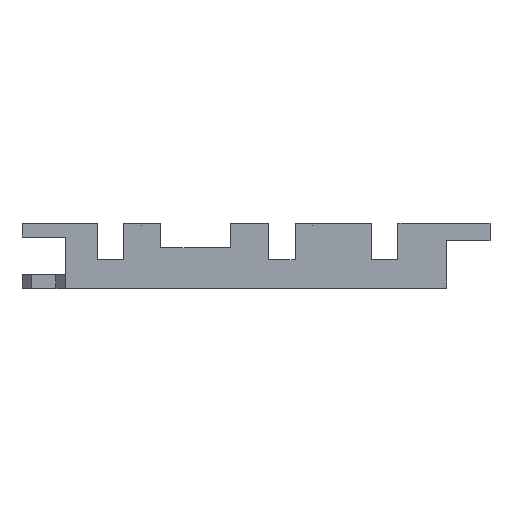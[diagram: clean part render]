
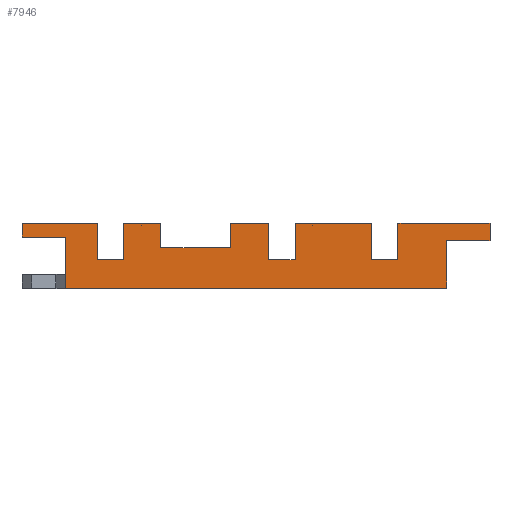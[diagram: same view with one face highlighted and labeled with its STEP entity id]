
A CAD part, top view. The second image highlights one B-rep face of the part: STEP entity #7946.
In plain terms, the highlighted planar face has unit normal (0, 0, 1).
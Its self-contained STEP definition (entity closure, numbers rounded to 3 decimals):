
#73=FACE_BOUND('',#1641,.T.);
#74=FACE_BOUND('',#1642,.T.);
#755=PLANE('',#8251);
#1175=FACE_OUTER_BOUND('',#1640,.T.);
#1640=EDGE_LOOP('',(#7280,#7281,#7282,#7283,#7284,#7285,#7286,#7287,#7288,
#7289,#7290,#7291,#7292,#7293,#7294,#7295,#7296,#7297,#7298,#7299,#7300,
#7301,#7302,#7303,#7304));
#1641=EDGE_LOOP('',(#7305,#7306,#7307));
#1642=EDGE_LOOP('',(#7308,#7309));
#2372=LINE('',#13525,#3201);
#2400=LINE('',#13603,#3229);
#2401=LINE('',#13607,#3230);
#2402=LINE('',#13609,#3231);
#2403=LINE('',#13610,#3232);
#2404=LINE('',#13612,#3233);
#2405=LINE('',#13614,#3234);
#2406=LINE('',#13616,#3235);
#2407=LINE('',#13618,#3236);
#2408=LINE('',#13620,#3237);
#2409=LINE('',#13622,#3238);
#2410=LINE('',#13624,#3239);
#2411=LINE('',#13626,#3240);
#2412=LINE('',#13628,#3241);
#2413=LINE('',#13630,#3242);
#2414=LINE('',#13632,#3243);
#2415=LINE('',#13634,#3244);
#2416=LINE('',#13636,#3245);
#2417=LINE('',#13638,#3246);
#2418=LINE('',#13640,#3247);
#2419=LINE('',#13641,#3248);
#2420=LINE('',#13643,#3249);
#2421=LINE('',#13645,#3250);
#2422=LINE('',#13647,#3251);
#2423=LINE('',#13648,#3252);
#2424=LINE('',#13651,#3253);
#2425=LINE('',#13653,#3254);
#2426=LINE('',#13654,#3255);
#2427=LINE('',#13657,#3256);
#2428=LINE('',#13658,#3257);
#3201=VECTOR('',#9393,10.);
#3229=VECTOR('',#9471,10.);
#3230=VECTOR('',#9474,10.);
#3231=VECTOR('',#9475,10.);
#3232=VECTOR('',#9476,10.);
#3233=VECTOR('',#9477,10.);
#3234=VECTOR('',#9478,10.);
#3235=VECTOR('',#9479,10.);
#3236=VECTOR('',#9480,10.);
#3237=VECTOR('',#9481,10.);
#3238=VECTOR('',#9482,10.);
#3239=VECTOR('',#9483,10.);
#3240=VECTOR('',#9484,10.);
#3241=VECTOR('',#9485,10.);
#3242=VECTOR('',#9486,10.);
#3243=VECTOR('',#9487,10.);
#3244=VECTOR('',#9488,10.);
#3245=VECTOR('',#9489,10.);
#3246=VECTOR('',#9490,10.);
#3247=VECTOR('',#9491,10.);
#3248=VECTOR('',#9492,10.);
#3249=VECTOR('',#9493,10.);
#3250=VECTOR('',#9494,10.);
#3251=VECTOR('',#9495,10.);
#3252=VECTOR('',#9496,10.);
#3253=VECTOR('',#9497,10.);
#3254=VECTOR('',#9498,10.);
#3255=VECTOR('',#9499,10.);
#3256=VECTOR('',#9500,10.);
#3257=VECTOR('',#9501,10.);
#4025=VERTEX_POINT('',#13522);
#4026=VERTEX_POINT('',#13524);
#4048=VERTEX_POINT('',#13596);
#4051=VERTEX_POINT('',#13601);
#4052=VERTEX_POINT('',#13605);
#4053=VERTEX_POINT('',#13606);
#4054=VERTEX_POINT('',#13608);
#4055=VERTEX_POINT('',#13611);
#4056=VERTEX_POINT('',#13613);
#4057=VERTEX_POINT('',#13615);
#4058=VERTEX_POINT('',#13617);
#4059=VERTEX_POINT('',#13619);
#4060=VERTEX_POINT('',#13621);
#4061=VERTEX_POINT('',#13623);
#4062=VERTEX_POINT('',#13625);
#4063=VERTEX_POINT('',#13627);
#4064=VERTEX_POINT('',#13629);
#4065=VERTEX_POINT('',#13631);
#4066=VERTEX_POINT('',#13633);
#4067=VERTEX_POINT('',#13635);
#4068=VERTEX_POINT('',#13637);
#4069=VERTEX_POINT('',#13639);
#4070=VERTEX_POINT('',#13642);
#4071=VERTEX_POINT('',#13644);
#4072=VERTEX_POINT('',#13646);
#4073=VERTEX_POINT('',#13649);
#4074=VERTEX_POINT('',#13650);
#4075=VERTEX_POINT('',#13652);
#4076=VERTEX_POINT('',#13655);
#4077=VERTEX_POINT('',#13656);
#5114=EDGE_CURVE('',#4026,#4025,#2372,.T.);
#5148=EDGE_CURVE('',#4048,#4051,#2400,.T.);
#5149=EDGE_CURVE('',#4052,#4053,#2401,.T.);
#5150=EDGE_CURVE('',#4054,#4052,#2402,.T.);
#5151=EDGE_CURVE('',#4054,#4048,#2403,.T.);
#5152=EDGE_CURVE('',#4051,#4055,#2404,.T.);
#5153=EDGE_CURVE('',#4055,#4056,#2405,.T.);
#5154=EDGE_CURVE('',#4056,#4057,#2406,.T.);
#5155=EDGE_CURVE('',#4057,#4058,#2407,.T.);
#5156=EDGE_CURVE('',#4058,#4059,#2408,.T.);
#5157=EDGE_CURVE('',#4059,#4060,#2409,.T.);
#5158=EDGE_CURVE('',#4060,#4061,#2410,.T.);
#5159=EDGE_CURVE('',#4061,#4062,#2411,.T.);
#5160=EDGE_CURVE('',#4062,#4063,#2412,.T.);
#5161=EDGE_CURVE('',#4063,#4064,#2413,.T.);
#5162=EDGE_CURVE('',#4064,#4065,#2414,.T.);
#5163=EDGE_CURVE('',#4065,#4066,#2415,.T.);
#5164=EDGE_CURVE('',#4066,#4067,#2416,.T.);
#5165=EDGE_CURVE('',#4067,#4068,#2417,.T.);
#5166=EDGE_CURVE('',#4069,#4068,#2418,.T.);
#5167=EDGE_CURVE('',#4069,#4026,#2419,.T.);
#5168=EDGE_CURVE('',#4025,#4070,#2420,.T.);
#5169=EDGE_CURVE('',#4070,#4071,#2421,.T.);
#5170=EDGE_CURVE('',#4071,#4072,#2422,.T.);
#5171=EDGE_CURVE('',#4072,#4053,#2423,.T.);
#5172=EDGE_CURVE('',#4073,#4074,#2424,.T.);
#5173=EDGE_CURVE('',#4074,#4075,#2425,.T.);
#5174=EDGE_CURVE('',#4075,#4073,#2426,.T.);
#5175=EDGE_CURVE('',#4076,#4077,#2427,.T.);
#5176=EDGE_CURVE('',#4077,#4076,#2428,.T.);
#7280=ORIENTED_EDGE('',*,*,#5149,.F.);
#7281=ORIENTED_EDGE('',*,*,#5150,.F.);
#7282=ORIENTED_EDGE('',*,*,#5151,.T.);
#7283=ORIENTED_EDGE('',*,*,#5148,.T.);
#7284=ORIENTED_EDGE('',*,*,#5152,.T.);
#7285=ORIENTED_EDGE('',*,*,#5153,.T.);
#7286=ORIENTED_EDGE('',*,*,#5154,.T.);
#7287=ORIENTED_EDGE('',*,*,#5155,.T.);
#7288=ORIENTED_EDGE('',*,*,#5156,.T.);
#7289=ORIENTED_EDGE('',*,*,#5157,.T.);
#7290=ORIENTED_EDGE('',*,*,#5158,.T.);
#7291=ORIENTED_EDGE('',*,*,#5159,.T.);
#7292=ORIENTED_EDGE('',*,*,#5160,.T.);
#7293=ORIENTED_EDGE('',*,*,#5161,.T.);
#7294=ORIENTED_EDGE('',*,*,#5162,.T.);
#7295=ORIENTED_EDGE('',*,*,#5163,.T.);
#7296=ORIENTED_EDGE('',*,*,#5164,.T.);
#7297=ORIENTED_EDGE('',*,*,#5165,.T.);
#7298=ORIENTED_EDGE('',*,*,#5166,.F.);
#7299=ORIENTED_EDGE('',*,*,#5167,.T.);
#7300=ORIENTED_EDGE('',*,*,#5114,.T.);
#7301=ORIENTED_EDGE('',*,*,#5168,.T.);
#7302=ORIENTED_EDGE('',*,*,#5169,.T.);
#7303=ORIENTED_EDGE('',*,*,#5170,.T.);
#7304=ORIENTED_EDGE('',*,*,#5171,.T.);
#7305=ORIENTED_EDGE('',*,*,#5172,.T.);
#7306=ORIENTED_EDGE('',*,*,#5173,.T.);
#7307=ORIENTED_EDGE('',*,*,#5174,.T.);
#7308=ORIENTED_EDGE('',*,*,#5175,.T.);
#7309=ORIENTED_EDGE('',*,*,#5176,.T.);
#7946=ADVANCED_FACE('',(#1175,#73,#74),#755,.T.);
#8251=AXIS2_PLACEMENT_3D('',#13604,#9472,#9473);
#9393=DIRECTION('',(1.,0.,0.));
#9471=DIRECTION('',(0.,1.,0.));
#9472=DIRECTION('center_axis',(0.,0.,1.));
#9473=DIRECTION('ref_axis',(1.,0.,0.));
#9474=DIRECTION('',(1.,0.,0.));
#9475=DIRECTION('',(0.,1.,0.));
#9476=DIRECTION('',(-1.,0.,0.));
#9477=DIRECTION('',(-1.,0.,0.));
#9478=DIRECTION('',(0.,-1.,0.));
#9479=DIRECTION('',(-1.,0.,0.));
#9480=DIRECTION('',(0.,1.,0.));
#9481=DIRECTION('',(-1.,0.,0.));
#9482=DIRECTION('',(0.,-1.,0.));
#9483=DIRECTION('',(-1.,0.,0.));
#9484=DIRECTION('',(0.,1.,0.));
#9485=DIRECTION('',(-1.,0.,0.));
#9486=DIRECTION('',(0.,-1.,0.));
#9487=DIRECTION('',(-1.,0.,0.));
#9488=DIRECTION('',(0.,1.,0.));
#9489=DIRECTION('',(-1.,0.,0.));
#9490=DIRECTION('',(0.,-1.,0.));
#9491=DIRECTION('',(-1.,0.,0.));
#9492=DIRECTION('',(0.,-1.,0.));
#9493=DIRECTION('',(0.,1.,0.));
#9494=DIRECTION('',(1.,0.,0.));
#9495=DIRECTION('',(0.,1.,0.));
#9496=DIRECTION('',(-1.,0.,0.));
#9497=DIRECTION('',(0.,1.,0.));
#9498=DIRECTION('',(1.,0.,0.));
#9499=DIRECTION('',(-0.035,-0.999,0.));
#9500=DIRECTION('',(-0.035,-0.999,0.));
#9501=DIRECTION('',(0.,1.,0.));
#13522=CARTESIAN_POINT('',(53.454,-13.804,38.));
#13524=CARTESIAN_POINT('',(-34.186,-13.804,38.));
#13525=CARTESIAN_POINT('',(49.254,-13.804,38.));
#13596=CARTESIAN_POINT('',(36.282,-7.314,38.));
#13601=CARTESIAN_POINT('',(36.282,1.116,38.));
#13603=CARTESIAN_POINT('',(36.282,-1.489,38.));
#13604=CARTESIAN_POINT('Origin',(3.391,-4.094,38.));
#13605=CARTESIAN_POINT('',(42.287,1.116,38.));
#13606=CARTESIAN_POINT('',(49.254,1.116,38.));
#13607=CARTESIAN_POINT('',(33.254,1.116,38.));
#13608=CARTESIAN_POINT('',(42.287,-7.314,38.));
#13609=CARTESIAN_POINT('',(42.287,-7.314,38.));
#13610=CARTESIAN_POINT('',(39.054,-7.314,38.));
#13611=CARTESIAN_POINT('',(18.602,1.116,38.));
#13612=CARTESIAN_POINT('',(15.359,1.116,38.));
#13613=CARTESIAN_POINT('',(18.602,-7.314,38.));
#13614=CARTESIAN_POINT('',(18.602,7.,38.));
#13615=CARTESIAN_POINT('',(12.602,-7.314,38.));
#13616=CARTESIAN_POINT('',(9.496,-7.314,38.));
#13617=CARTESIAN_POINT('',(12.602,1.116,38.));
#13618=CARTESIAN_POINT('',(12.602,-5.204,38.));
#13619=CARTESIAN_POINT('',(3.733,1.116,38.));
#13620=CARTESIAN_POINT('',(5.779,1.116,38.));
#13621=CARTESIAN_POINT('',(3.733,-4.584,38.));
#13622=CARTESIAN_POINT('',(3.733,5.616,38.));
#13623=CARTESIAN_POINT('',(-12.267,-4.584,38.));
#13624=CARTESIAN_POINT('',(-0.438,-4.584,38.));
#13625=CARTESIAN_POINT('',(-12.267,1.116,38.));
#13626=CARTESIAN_POINT('',(-12.267,-3.339,38.));
#13627=CARTESIAN_POINT('',(-20.846,1.116,38.));
#13628=CARTESIAN_POINT('',(-6.583,1.116,38.));
#13629=CARTESIAN_POINT('',(-20.846,-7.314,38.));
#13630=CARTESIAN_POINT('',(-20.846,6.,38.));
#13631=CARTESIAN_POINT('',(-26.846,-7.314,38.));
#13632=CARTESIAN_POINT('',(-10.227,-7.314,38.));
#13633=CARTESIAN_POINT('',(-26.846,1.116,38.));
#13634=CARTESIAN_POINT('',(-26.846,-5.204,38.));
#13635=CARTESIAN_POINT('',(-44.198,1.116,38.));
#13636=CARTESIAN_POINT('',(-16.066,1.116,38.));
#13637=CARTESIAN_POINT('',(-44.198,-2.084,38.));
#13638=CARTESIAN_POINT('',(-44.198,-0.489,38.));
#13639=CARTESIAN_POINT('',(-34.186,-2.084,38.));
#13640=CARTESIAN_POINT('',(-34.117,-2.084,38.));
#13641=CARTESIAN_POINT('',(-34.186,-2.084,38.));
#13642=CARTESIAN_POINT('',(53.454,-2.884,38.));
#13643=CARTESIAN_POINT('',(53.454,-13.804,38.));
#13644=CARTESIAN_POINT('',(63.454,-2.884,38.));
#13645=CARTESIAN_POINT('',(53.454,-2.884,38.));
#13646=CARTESIAN_POINT('',(63.454,1.116,38.));
#13647=CARTESIAN_POINT('',(63.454,-2.884,38.));
#13648=CARTESIAN_POINT('',(53.454,1.116,38.));
#13649=CARTESIAN_POINT('',(22.673,0.609,38.));
#13650=CARTESIAN_POINT('',(22.673,0.686,38.));
#13651=CARTESIAN_POINT('',(22.673,-6.314,38.));
#13652=CARTESIAN_POINT('',(22.676,0.686,38.));
#13653=CARTESIAN_POINT('',(22.673,0.686,38.));
#13654=CARTESIAN_POINT('',(22.676,0.686,38.));
#13655=CARTESIAN_POINT('',(-16.775,0.686,38.));
#13656=CARTESIAN_POINT('',(-16.775,0.673,38.));
#13657=CARTESIAN_POINT('',(-16.774,0.686,38.));
#13658=CARTESIAN_POINT('',(-16.775,-6.314,38.));
